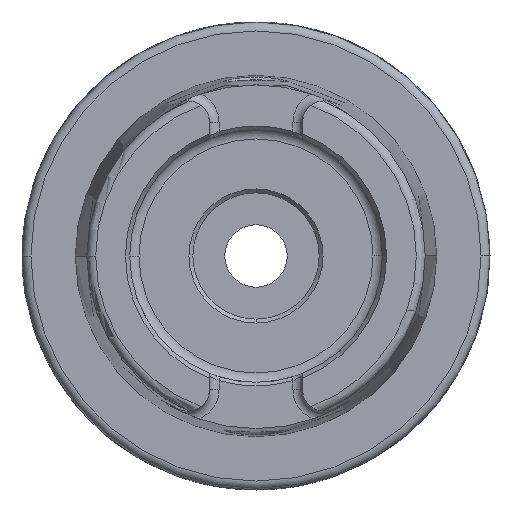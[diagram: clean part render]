
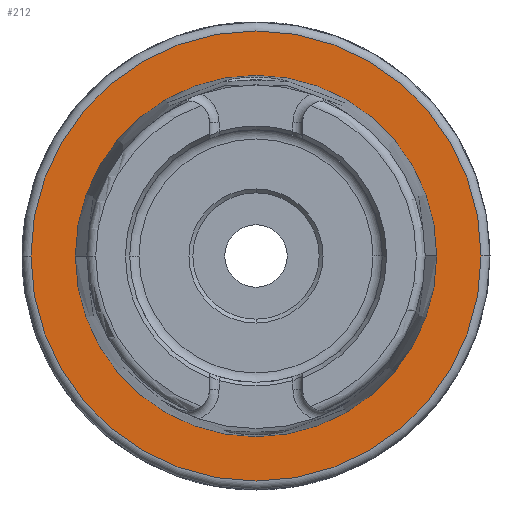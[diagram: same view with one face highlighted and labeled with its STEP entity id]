
A CAD part, left-side view. The second image highlights one B-rep face of the part: STEP entity #212.
In plain terms, the highlighted planar face has unit normal (-1, 0, 0).
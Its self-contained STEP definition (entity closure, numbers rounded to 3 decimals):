
#176 = DIRECTION ( 'NONE',  ( 0., 1., 0. ) ) ;
#186 = DIRECTION ( 'NONE',  ( 1., 0., 0. ) ) ;
#191 = CARTESIAN_POINT ( 'NONE',  ( 0., 0., 0. ) ) ;
#212 = ADVANCED_FACE ( 'NONE', ( #7918, #642 ), #3501, .T. ) ;
#446 = EDGE_CURVE ( 'NONE', #6854, #6967, #7628, .T. ) ;
#630 = CARTESIAN_POINT ( 'NONE',  ( 0., 0., 0. ) ) ;
#642 = FACE_OUTER_BOUND ( 'NONE', #1318, .T. ) ;
#706 = DIRECTION ( 'NONE',  ( 0., 1., 0. ) ) ;
#960 = DIRECTION ( 'NONE',  ( 0., 1., 0. ) ) ;
#968 = DIRECTION ( 'NONE',  ( 1., 0., 0. ) ) ;
#982 = CARTESIAN_POINT ( 'NONE',  ( 0., 0., 0. ) ) ;
#1145 = CARTESIAN_POINT ( 'NONE',  ( 0., 0., 0. ) ) ;
#1318 = EDGE_LOOP ( 'NONE', ( #7606, #2077 ) ) ;
#1841 = ORIENTED_EDGE ( 'NONE', *, *, #446, .T. ) ;
#1856 = DIRECTION ( 'NONE',  ( 0., 1., 0. ) ) ;
#2077 = ORIENTED_EDGE ( 'NONE', *, *, #7543, .F. ) ;
#2113 = CARTESIAN_POINT ( 'NONE',  ( 0., -30.3, 0. ) ) ;
#2274 = EDGE_CURVE ( 'NONE', #6967, #6854, #2791, .T. ) ;
#2314 = VERTEX_POINT ( 'NONE', #2113 ) ;
#2459 = CARTESIAN_POINT ( 'NONE',  ( 0., -24.321, 0. ) ) ;
#2534 = DIRECTION ( 'NONE',  ( 1., 0., 0. ) ) ;
#2579 = AXIS2_PLACEMENT_3D ( 'NONE', #191, #186, #176 ) ;
#2791 = CIRCLE ( 'NONE', #5928, 24.321 ) ;
#3454 = DIRECTION ( 'NONE',  ( 0., -1., 0. ) ) ;
#3474 = DIRECTION ( 'NONE',  ( -1., 0., 0. ) ) ;
#3501 = PLANE ( 'NONE',  #6390 ) ;
#3562 = CARTESIAN_POINT ( 'NONE',  ( 0., 24.321, 0. ) ) ;
#3644 = CARTESIAN_POINT ( 'NONE',  ( 0., 30.3, 0. ) ) ;
#4227 = VERTEX_POINT ( 'NONE', #3644 ) ;
#4377 = EDGE_CURVE ( 'NONE', #4227, #2314, #5767, .T. ) ;
#4443 = CIRCLE ( 'NONE', #6585, 30.3 ) ;
#5767 = CIRCLE ( 'NONE', #6438, 30.3 ) ;
#5928 = AXIS2_PLACEMENT_3D ( 'NONE', #630, #2534, #706 ) ;
#5979 = DIRECTION ( 'NONE',  ( 1., 0., 0. ) ) ;
#6390 = AXIS2_PLACEMENT_3D ( 'NONE', #3562, #3474, #3454 ) ;
#6438 = AXIS2_PLACEMENT_3D ( 'NONE', #982, #968, #960 ) ;
#6585 = AXIS2_PLACEMENT_3D ( 'NONE', #1145, #5979, #1856 ) ;
#6854 = VERTEX_POINT ( 'NONE', #2459 ) ;
#6910 = EDGE_LOOP ( 'NONE', ( #8348, #1841 ) ) ;
#6967 = VERTEX_POINT ( 'NONE', #8725 ) ;
#7543 = EDGE_CURVE ( 'NONE', #2314, #4227, #4443, .T. ) ;
#7606 = ORIENTED_EDGE ( 'NONE', *, *, #4377, .F. ) ;
#7628 = CIRCLE ( 'NONE', #2579, 24.321 ) ;
#7918 = FACE_BOUND ( 'NONE', #6910, .T. ) ;
#8348 = ORIENTED_EDGE ( 'NONE', *, *, #2274, .T. ) ;
#8725 = CARTESIAN_POINT ( 'NONE',  ( 0., 24.321, 0. ) ) ;
